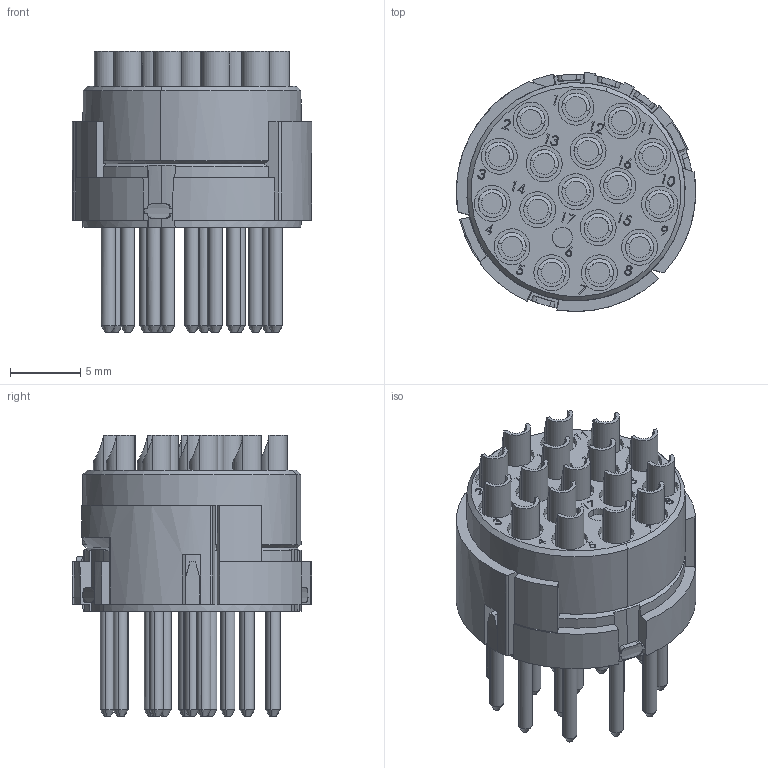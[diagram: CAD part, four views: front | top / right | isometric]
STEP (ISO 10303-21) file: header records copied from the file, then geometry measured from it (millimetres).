
FILE_DESCRIPTION(('CATIA V5 STEP Exchange','CAx-IF Rec.Pracs.--- Model Styling and Organization---1.4--- 2014-01-23'),'2;1');
FILE_NAME ('009220-2_0', '2023-03-20T07:17:54+00:00', ('none'), ('Weidmueller'), 'CATIA Version 5-6 Release 2016 SP3 HF44', 'CATIA V5 STEP AP214', 'none');
FILE_SCHEMA(('AUTOMOTIVE_DESIGN { 1 0 10303 214 1 1 1 1 }'));
Length unit declared in the file: millimetre
Products named in the file (1): 1224320000
Bounding box: 17 x 16.98 x 20 mm (x, y, z)
Volume: 2133.1 mm3; surface area: 3598.2 mm2
Topology: 19 solids, 19 shells, 721 faces, 2007 edges, 1460 vertices
Faces by surface type: cylinder 349, plane 309, cone 63
Entity records: 28290 total; most frequent: CARTESIAN_POINT 10540, ORIENTED_EDGE 4014, DIRECTION 2835, EDGE_CURVE 2007, VERTEX_POINT 1460, AXIS2_PLACEMENT_3D 1232, VECTOR 952, LINE 952
